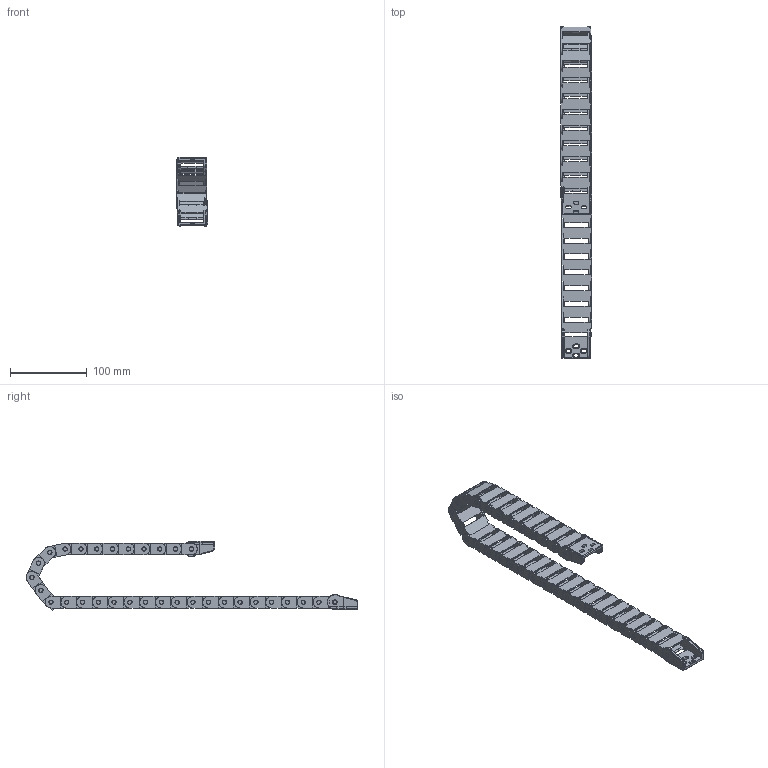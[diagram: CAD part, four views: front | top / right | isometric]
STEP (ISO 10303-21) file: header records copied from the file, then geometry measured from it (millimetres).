
FILE_DESCRIPTION(('FreeCAD Model'),'2;1');
FILE_NAME('Open CASCADE Shape Model','2024-03-12T16:45:47',(''),(''), 'Open CASCADE STEP processor 7.6','FreeCAD','Unknown');
FILE_SCHEMA(('AUTOMOTIVE_DESIGN { 1 0 10303 214 1 1 1 1 }'));
Length unit declared in the file: millimetre
Products named in the file (6): Unnamed1; drag-chain-link_006; drag-chain-link_005; drag-chain-link_004; drag-chain-end-link-alt_004; drag-chain-end-link-alt_003
Assembly tree (33 placements, depth 2):
  Unnamed1
    drag-chain-link_006  x7
    drag-chain-link_005  x7
    drag-chain-link_004  x17
    drag-chain-end-link-alt_004
    drag-chain-end-link-alt_003
Bounding box: 40.63 x 432.99 x 90.41 mm (x, y, z)
Volume: 130657.2 mm3; surface area: 150663.1 mm2
Topology: 35 solids, 35 shells, 2280 faces, 6422 edges, 4216 vertices
Faces by surface type: plane 1214, bspline 768, extrusion 134, cylinder 108, cone 52, torus 4
Full cylindrical faces by diameter (mm): 5.9 x16
Entity records: 23226 total; most frequent: CARTESIAN_POINT 7342, ORIENTED_EDGE 3548, DIRECTION 2772, EDGE_CURVE 1774, VERTEX_POINT 1080, VECTOR 996, LINE 974, AXIS2_PLACEMENT_3D 888
